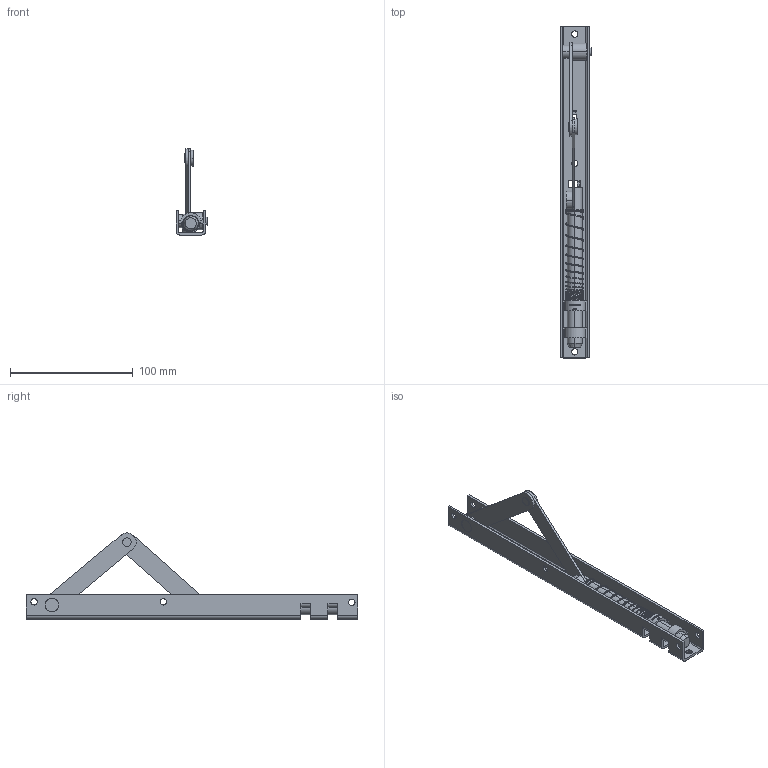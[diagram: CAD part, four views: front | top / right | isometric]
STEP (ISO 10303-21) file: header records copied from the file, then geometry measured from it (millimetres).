
FILE_DESCRIPTION (( 'STEP AP203' ), '1' );
FILE_NAME ('409.STEP', '2020-12-15T12:23:53', ( '' ), ( '' ), 'SwSTEP 2.0', 'SolidWorks 2018', '' );
FILE_SCHEMA (( 'CONFIG_CONTROL_DESIGN' ));
Length unit declared in the file: millimetre
Products named in the file (13): 409 Teil3_409 Teil3 ge”ffnet; 409 Teil5_409 Teil5; 409; 409 Teil5; 409 Teil4_409 Teil4; 409 Teil1_409 Teil1; 409 Teil1; 409 Teil2; 409 Teil4; 409 Teil3; 409 Teil2_409 Teil2
Assembly tree (7 placements, depth 2):
  409
    409 Teil3
  409 Teil5
  409
    409 Teil1_409 Teil1
    409 Teil2_409 Teil2
    409 Teil3_409 Teil3 ge”ffnet
    409 Teil4_409 Teil4  x2
    409 Teil5_409 Teil5
  409 Teil1
  409 Teil2
Bounding box: 26 x 270 x 70 mm (x, y, z)
Volume: 53656.8 mm3; surface area: 49263.9 mm2
Topology: 8 solids, 8 shells, 365 faces, 979 edges, 648 vertices
Faces by surface type: plane 160, cylinder 113, bspline 88, cone 4
Entity records: 22315 total; most frequent: CARTESIAN_POINT 12534, ORIENTED_EDGE 1902, DIRECTION 1579, EDGE_CURVE 951, VERTEX_POINT 628, AXIS2_PLACEMENT_3D 535, VECTOR 509, LINE 509
